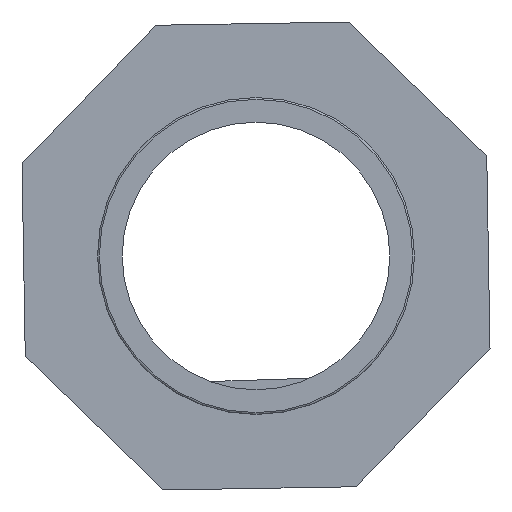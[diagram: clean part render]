
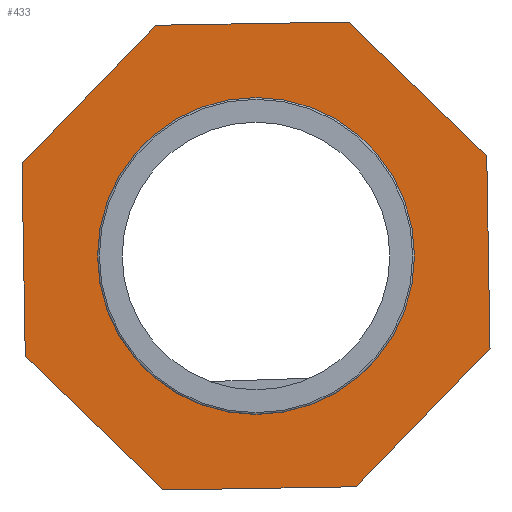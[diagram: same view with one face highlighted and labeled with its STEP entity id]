
A CAD part, left-side view. The second image highlights one B-rep face of the part: STEP entity #433.
In plain terms, the highlighted planar face has unit normal (-1, 0, 0).
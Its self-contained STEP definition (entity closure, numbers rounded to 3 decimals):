
#57=FACE_BOUND('',#130,.T.);
#64=CIRCLE('',#461,45.);
#92=FACE_OUTER_BOUND('',#129,.T.);
#129=EDGE_LOOP('',(#346,#347,#348,#349,#350,#351,#352,#353));
#130=EDGE_LOOP('',(#354));
#146=LINE('',#586,#170);
#150=LINE('',#593,#174);
#153=LINE('',#599,#177);
#156=LINE('',#607,#180);
#160=LINE('',#614,#184);
#163=LINE('',#620,#187);
#165=LINE('',#623,#189);
#167=LINE('',#626,#191);
#170=VECTOR('',#488,10.);
#174=VECTOR('',#494,10.);
#177=VECTOR('',#499,10.);
#180=VECTOR('',#504,10.);
#184=VECTOR('',#510,10.);
#187=VECTOR('',#515,10.);
#189=VECTOR('',#519,10.);
#191=VECTOR('',#523,10.);
#194=VERTEX_POINT('',#583);
#195=VERTEX_POINT('',#585);
#197=VERTEX_POINT('',#591);
#199=VERTEX_POINT('',#597);
#202=VERTEX_POINT('',#604);
#203=VERTEX_POINT('',#606);
#205=VERTEX_POINT('',#612);
#207=VERTEX_POINT('',#618);
#211=VERTEX_POINT('',#636);
#235=EDGE_CURVE('',#194,#195,#146,.T.);
#239=EDGE_CURVE('',#197,#194,#150,.T.);
#242=EDGE_CURVE('',#199,#197,#153,.T.);
#245=EDGE_CURVE('',#202,#203,#156,.T.);
#249=EDGE_CURVE('',#205,#202,#160,.T.);
#252=EDGE_CURVE('',#207,#205,#163,.T.);
#254=EDGE_CURVE('',#195,#207,#165,.T.);
#256=EDGE_CURVE('',#203,#199,#167,.T.);
#260=EDGE_CURVE('',#211,#211,#64,.T.);
#346=ORIENTED_EDGE('',*,*,#235,.F.);
#347=ORIENTED_EDGE('',*,*,#239,.F.);
#348=ORIENTED_EDGE('',*,*,#242,.F.);
#349=ORIENTED_EDGE('',*,*,#256,.F.);
#350=ORIENTED_EDGE('',*,*,#245,.F.);
#351=ORIENTED_EDGE('',*,*,#249,.F.);
#352=ORIENTED_EDGE('',*,*,#252,.F.);
#353=ORIENTED_EDGE('',*,*,#254,.F.);
#354=ORIENTED_EDGE('',*,*,#260,.F.);
#413=PLANE('',#473);
#433=ADVANCED_FACE('',(#92,#57),#413,.T.);
#461=AXIS2_PLACEMENT_3D('',#637,#536,#537);
#473=AXIS2_PLACEMENT_3D('',#654,#560,#561);
#488=DIRECTION('',(0.,-1.,0.017));
#494=DIRECTION('',(0.,-0.695,0.719));
#499=DIRECTION('',(0.,0.017,1.));
#504=DIRECTION('',(0.,1.,-0.017));
#510=DIRECTION('',(0.,0.695,-0.719));
#515=DIRECTION('',(0.,-0.017,-1.));
#519=DIRECTION('',(0.,-0.719,-0.695));
#523=DIRECTION('',(0.,0.719,0.695));
#536=DIRECTION('center_axis',(-1.,0.,0.));
#537=DIRECTION('ref_axis',(0.,0.,1.));
#560=DIRECTION('center_axis',(-1.,0.,0.));
#561=DIRECTION('ref_axis',(0.,0.,1.));
#583=CARTESIAN_POINT('',(52.601,65.452,65.527));
#585=CARTESIAN_POINT('',(52.601,10.784,66.454));
#586=CARTESIAN_POINT('',(52.601,65.452,65.527));
#591=CARTESIAN_POINT('',(52.601,103.454,26.216));
#593=CARTESIAN_POINT('',(52.601,103.454,26.216));
#597=CARTESIAN_POINT('',(52.601,102.527,-28.452));
#599=CARTESIAN_POINT('',(52.601,102.527,-28.452));
#604=CARTESIAN_POINT('',(52.601,8.548,-65.527));
#606=CARTESIAN_POINT('',(52.601,63.216,-66.454));
#607=CARTESIAN_POINT('',(52.601,8.548,-65.527));
#612=CARTESIAN_POINT('',(52.601,-29.454,-26.216));
#614=CARTESIAN_POINT('',(52.601,-29.454,-26.216));
#618=CARTESIAN_POINT('',(52.601,-28.527,28.452));
#620=CARTESIAN_POINT('',(52.601,-28.527,28.452));
#623=CARTESIAN_POINT('',(52.601,10.784,66.454));
#626=CARTESIAN_POINT('',(52.601,63.216,-66.454));
#636=CARTESIAN_POINT('',(52.601,-8.,0.));
#637=CARTESIAN_POINT('Origin',(52.601,37.,0.));
#654=CARTESIAN_POINT('Origin',(52.601,-8.,0.));
